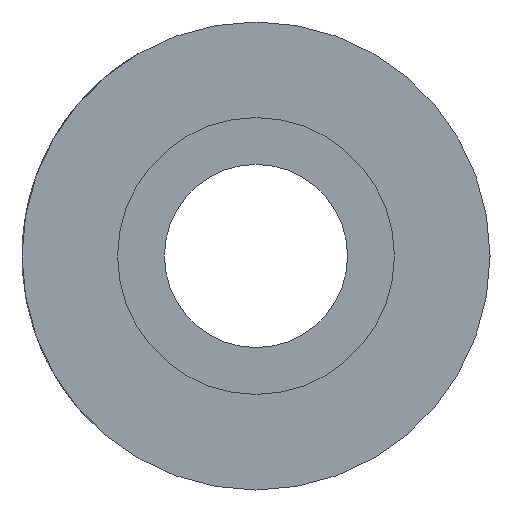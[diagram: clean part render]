
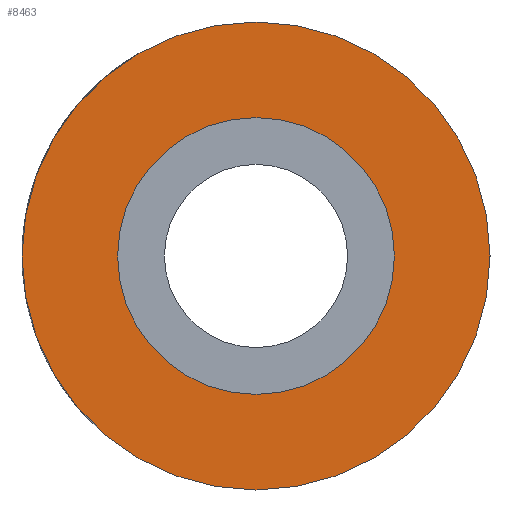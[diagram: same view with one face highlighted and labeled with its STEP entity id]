
A CAD part, left-side view. The second image highlights one B-rep face of the part: STEP entity #8463.
In plain terms, the highlighted planar face has unit normal (-1, 0, 0).
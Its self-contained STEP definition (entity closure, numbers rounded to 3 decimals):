
#280 = FACE_OUTER_BOUND ( 'NONE', #4996, .T. ) ;
#286 = DIRECTION ( 'NONE',  ( -1., 0., 0. ) ) ;
#437 = EDGE_CURVE ( 'NONE', #6032, #5936, #4084, .T. ) ;
#557 = AXIS2_PLACEMENT_3D ( 'NONE', #1610, #6387, #7071 ) ;
#569 = AXIS2_PLACEMENT_3D ( 'NONE', #3737, #286, #6627 ) ;
#709 = CIRCLE ( 'NONE', #569, 6.8 ) ;
#923 = EDGE_CURVE ( 'NONE', #5071, #7472, #3492, .T. ) ;
#1610 = CARTESIAN_POINT ( 'NONE',  ( 0., 0., 0. ) ) ;
#1703 = DIRECTION ( 'NONE',  ( 0., 0., -1. ) ) ;
#2452 = CARTESIAN_POINT ( 'NONE',  ( 0., 0., 6.8 ) ) ;
#2754 = ORIENTED_EDGE ( 'NONE', *, *, #6386, .T. ) ;
#2843 = EDGE_CURVE ( 'NONE', #5936, #6032, #709, .T. ) ;
#3070 = AXIS2_PLACEMENT_3D ( 'NONE', #7774, #4152, #6307 ) ;
#3112 = CARTESIAN_POINT ( 'NONE',  ( 0., 0., -6.8 ) ) ;
#3475 = CARTESIAN_POINT ( 'NONE',  ( 0., 0., 11.5 ) ) ;
#3492 = CIRCLE ( 'NONE', #5407, 11.5 ) ;
#3737 = CARTESIAN_POINT ( 'NONE',  ( 0., 0., 0. ) ) ;
#3905 = DIRECTION ( 'NONE',  ( -1., 0., 0. ) ) ;
#4084 = CIRCLE ( 'NONE', #557, 6.8 ) ;
#4152 = DIRECTION ( 'NONE',  ( -1., 0., 0. ) ) ;
#4468 = FACE_BOUND ( 'NONE', #8769, .T. ) ;
#4996 = EDGE_LOOP ( 'NONE', ( #7801, #2754 ) ) ;
#5071 = VERTEX_POINT ( 'NONE', #3475 ) ;
#5182 = ORIENTED_EDGE ( 'NONE', *, *, #2843, .F. ) ;
#5321 = CARTESIAN_POINT ( 'NONE',  ( 0., 0., 0. ) ) ;
#5407 = AXIS2_PLACEMENT_3D ( 'NONE', #5321, #3905, #5919 ) ;
#5889 = DIRECTION ( 'NONE',  ( 1., 0., 0. ) ) ;
#5919 = DIRECTION ( 'NONE',  ( 0., 0., 1. ) ) ;
#5936 = VERTEX_POINT ( 'NONE', #3112 ) ;
#6032 = VERTEX_POINT ( 'NONE', #2452 ) ;
#6307 = DIRECTION ( 'NONE',  ( 0., 0., 1. ) ) ;
#6386 = EDGE_CURVE ( 'NONE', #7472, #5071, #7011, .T. ) ;
#6387 = DIRECTION ( 'NONE',  ( -1., 0., 0. ) ) ;
#6417 = ORIENTED_EDGE ( 'NONE', *, *, #437, .F. ) ;
#6438 = PLANE ( 'NONE',  #6589 ) ;
#6573 = CARTESIAN_POINT ( 'NONE',  ( 0., 0., 0. ) ) ;
#6589 = AXIS2_PLACEMENT_3D ( 'NONE', #6573, #5889, #1703 ) ;
#6627 = DIRECTION ( 'NONE',  ( 0., 0., -1. ) ) ;
#7011 = CIRCLE ( 'NONE', #3070, 11.5 ) ;
#7071 = DIRECTION ( 'NONE',  ( 0., 0., -1. ) ) ;
#7299 = CARTESIAN_POINT ( 'NONE',  ( 0., 0., -11.5 ) ) ;
#7472 = VERTEX_POINT ( 'NONE', #7299 ) ;
#7774 = CARTESIAN_POINT ( 'NONE',  ( 0., 0., 0. ) ) ;
#7801 = ORIENTED_EDGE ( 'NONE', *, *, #923, .T. ) ;
#8463 = ADVANCED_FACE ( 'NONE', ( #4468, #280 ), #6438, .F. ) ;
#8769 = EDGE_LOOP ( 'NONE', ( #6417, #5182 ) ) ;
